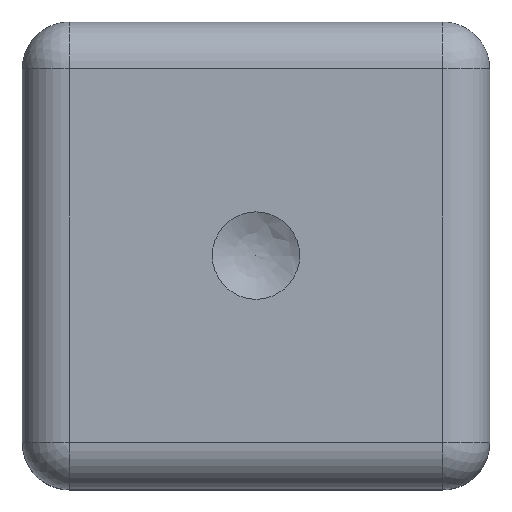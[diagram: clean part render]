
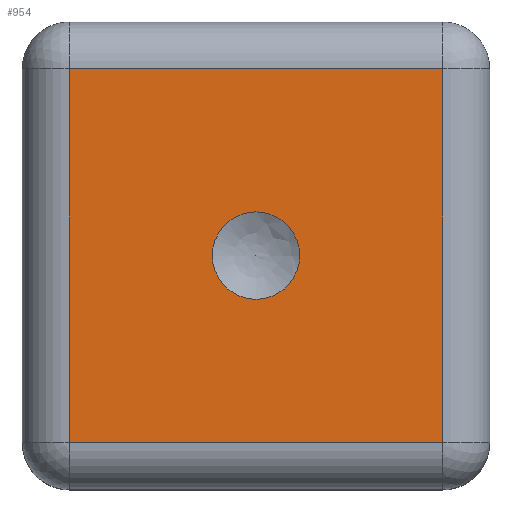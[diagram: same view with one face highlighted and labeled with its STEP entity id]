
A CAD part, top view. The second image highlights one B-rep face of the part: STEP entity #954.
In plain terms, the highlighted planar face has unit normal (0, 0, 1).
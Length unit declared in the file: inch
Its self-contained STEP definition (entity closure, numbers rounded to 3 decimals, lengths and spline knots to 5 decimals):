
#111=FACE_BOUND($,#411,.T.);
#112=FACE_BOUND($,#412,.T.);
#159=PLANE($,#1036);
#253=LINE($,#1559,#281);
#254=LINE($,#1568,#282);
#255=LINE($,#1570,#283);
#256=LINE($,#1571,#284);
#281=VECTOR($,#1205,0.8);
#282=VECTOR($,#1216,0.8);
#283=VECTOR($,#1217,0.8);
#284=VECTOR($,#1218,0.8);
#411=EDGE_LOOP($,(#765));
#412=EDGE_LOOP($,(#766,#767,#768,#769));
#528=CIRCLE($,#1037,0.0935);
#591=VERTEX_POINT($,#1548);
#594=VERTEX_POINT($,#1555);
#597=VERTEX_POINT($,#1565);
#598=VERTEX_POINT($,#1567);
#599=VERTEX_POINT($,#1569);
#666=EDGE_CURVE($,#591,#594,#253,.T.);
#669=EDGE_CURVE($,#597,#597,#528,.T.);
#670=EDGE_CURVE($,#598,#591,#254,.T.);
#671=EDGE_CURVE($,#599,#598,#255,.T.);
#672=EDGE_CURVE($,#594,#599,#256,.T.);
#765=ORIENTED_EDGE($,*,*,#669,.T.);
#766=ORIENTED_EDGE($,*,*,#666,.F.);
#767=ORIENTED_EDGE($,*,*,#670,.F.);
#768=ORIENTED_EDGE($,*,*,#671,.F.);
#769=ORIENTED_EDGE($,*,*,#672,.F.);
#954=ADVANCED_FACE($,(#111,#112),#159,.T.);
#1036=AXIS2_PLACEMENT_3D($,#1564,#1212,#1213);
#1037=AXIS2_PLACEMENT_3D($,#1566,#1214,#1215);
#1205=DIRECTION($,(-1.,0.,0.));
#1212=DIRECTION('center_axis',(0.,0.,1.));
#1213=DIRECTION('ref_axis',(0.,-1.,0.));
#1214=DIRECTION('center_axis',(0.,0.,-1.));
#1215=DIRECTION('ref_axis',(-1.,0.,0.));
#1216=DIRECTION($,(0.,-1.,0.));
#1217=DIRECTION($,(1.,0.,0.));
#1218=DIRECTION($,(0.,1.,0.));
#1548=CARTESIAN_POINT('',(0.9,-0.28113,0.43176));
#1555=CARTESIAN_POINT('',(0.1,-0.28113,0.43176));
#1559=CARTESIAN_POINT($,(0.,-0.28113,0.43176));
#1564=CARTESIAN_POINT('Origin',(0.,0.61887,0.43176));
#1565=CARTESIAN_POINT('',(0.5935,0.11887,0.43176));
#1566=CARTESIAN_POINT('Origin',(0.5,0.11887,0.43176));
#1567=CARTESIAN_POINT('',(0.9,0.51887,0.43176));
#1568=CARTESIAN_POINT($,(0.9,0.36887,0.43176));
#1569=CARTESIAN_POINT('',(0.1,0.51887,0.43176));
#1570=CARTESIAN_POINT($,(0.,0.51887,0.43176));
#1571=CARTESIAN_POINT($,(0.1,0.36887,0.43176));
